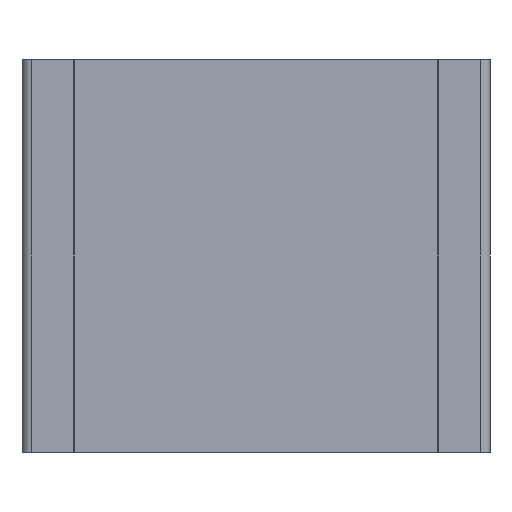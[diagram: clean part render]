
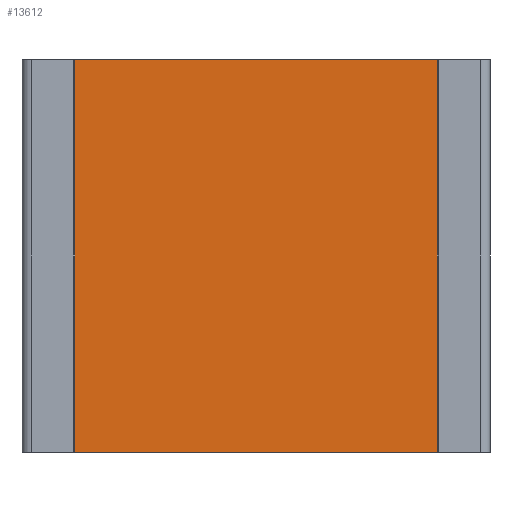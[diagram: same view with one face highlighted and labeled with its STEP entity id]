
A CAD part, front view. The second image highlights one B-rep face of the part: STEP entity #13612.
In plain terms, the highlighted planar face has unit normal (0, -1, 0).
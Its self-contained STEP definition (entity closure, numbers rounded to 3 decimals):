
#6465 = VERTEX_POINT('',#6466);
#6466 = CARTESIAN_POINT('',(86.5,-2.26,-80.));
#6473 = EDGE_CURVE('',#6465,#6474,#6476,.T.);
#6474 = VERTEX_POINT('',#6475);
#6475 = CARTESIAN_POINT('',(86.5,-2.26,80.));
#6476 = LINE('',#6477,#6478);
#6477 = CARTESIAN_POINT('',(86.5,-2.26,0.));
#6478 = VECTOR('',#6479,1.);
#6479 = DIRECTION('',(0.,0.,1.));
#7499 = EDGE_CURVE('',#6465,#7500,#7502,.T.);
#7500 = VERTEX_POINT('',#7501);
#7501 = CARTESIAN_POINT('',(-86.5,-2.26,-80.));
#7502 = LINE('',#7503,#7504);
#7503 = CARTESIAN_POINT('',(86.5,-2.26,-80.));
#7504 = VECTOR('',#7505,1.);
#7505 = DIRECTION('',(-1.,0.,0.));
#13612 = ADVANCED_FACE('',(#13613),#13631,.T.);
#13613 = FACE_BOUND('',#13614,.T.);
#13614 = EDGE_LOOP('',(#13615,#13623,#13629,#13630));
#13615 = ORIENTED_EDGE('',*,*,#13616,.T.);
#13616 = EDGE_CURVE('',#6474,#13617,#13619,.T.);
#13617 = VERTEX_POINT('',#13618);
#13618 = CARTESIAN_POINT('',(-86.5,-2.26,80.));
#13619 = LINE('',#13620,#13621);
#13620 = CARTESIAN_POINT('',(-86.5,-2.26,80.));
#13621 = VECTOR('',#13622,1.);
#13622 = DIRECTION('',(-1.,0.,0.));
#13623 = ORIENTED_EDGE('',*,*,#13624,.F.);
#13624 = EDGE_CURVE('',#7500,#13617,#13625,.T.);
#13625 = LINE('',#13626,#13627);
#13626 = CARTESIAN_POINT('',(-86.5,-2.26,0.));
#13627 = VECTOR('',#13628,1.);
#13628 = DIRECTION('',(0.,0.,1.));
#13629 = ORIENTED_EDGE('',*,*,#7499,.F.);
#13630 = ORIENTED_EDGE('',*,*,#6473,.T.);
#13631 = PLANE('',#13632);
#13632 = AXIS2_PLACEMENT_3D('',#13633,#13634,#13635);
#13633 = CARTESIAN_POINT('',(0.,-2.26,0.));
#13634 = DIRECTION('',(0.,-1.,0.));
#13635 = DIRECTION('',(0.,0.,-1.));
